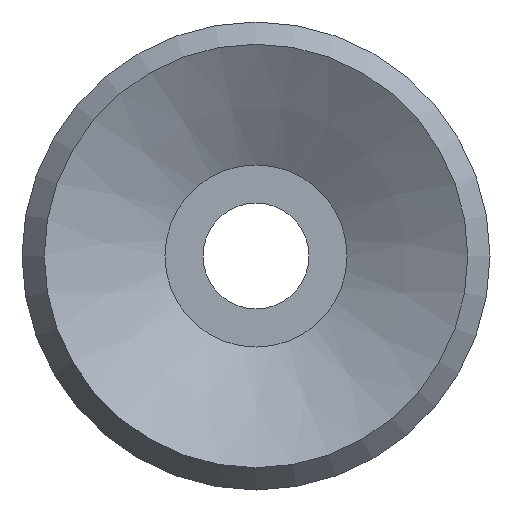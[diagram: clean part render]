
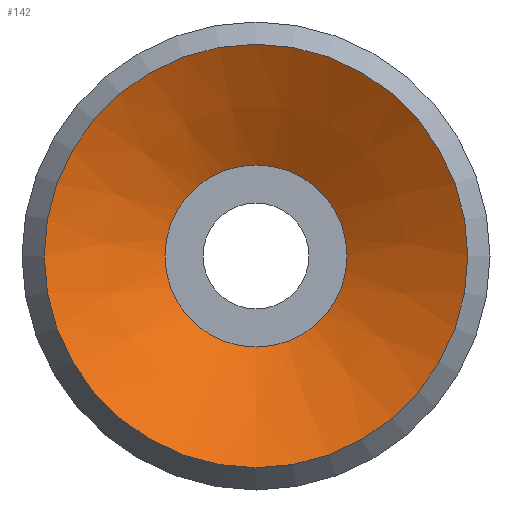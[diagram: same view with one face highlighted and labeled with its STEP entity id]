
A CAD part, front view. The second image highlights one B-rep face of the part: STEP entity #142.
In plain terms, the highlighted conical face has half-angle 60 degrees and reference radius 1.72 mm.
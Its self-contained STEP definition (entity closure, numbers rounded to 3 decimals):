
#22=CONICAL_SURFACE('',#170,1.72,1.047);
#33=ORIENTED_EDGE('',*,*,#56,.T.);
#34=ORIENTED_EDGE('',*,*,#55,.F.);
#55=EDGE_CURVE('',#67,#67,#79,.T.);
#56=EDGE_CURVE('',#68,#68,#80,.T.);
#67=VERTEX_POINT('',#247);
#68=VERTEX_POINT('',#250);
#79=CIRCLE('',#169,1.72);
#80=CIRCLE('',#171,4.);
#93=EDGE_LOOP('',(#33));
#94=EDGE_LOOP('',(#34));
#117=FACE_BOUND('',#93,.T.);
#118=FACE_BOUND('',#94,.T.);
#142=ADVANCED_FACE('',(#117,#118),#22,.F.);
#169=AXIS2_PLACEMENT_3D('',#246,#199,#200);
#170=AXIS2_PLACEMENT_3D('',#248,#201,#202);
#171=AXIS2_PLACEMENT_3D('',#249,#203,#204);
#199=DIRECTION('',(0.,-1.,0.));
#200=DIRECTION('',(0.,0.,-1.));
#201=DIRECTION('',(0.,-1.,0.));
#202=DIRECTION('',(0.,0.,-1.));
#203=DIRECTION('',(0.,-1.,0.));
#204=DIRECTION('',(0.,0.,-1.));
#246=CARTESIAN_POINT('',(0.,1.317,0.));
#247=CARTESIAN_POINT('',(0.,1.317,-1.72));
#248=CARTESIAN_POINT('',(0.,1.317,0.));
#249=CARTESIAN_POINT('',(0.,0.,0.));
#250=CARTESIAN_POINT('',(0.,0.,-4.));
